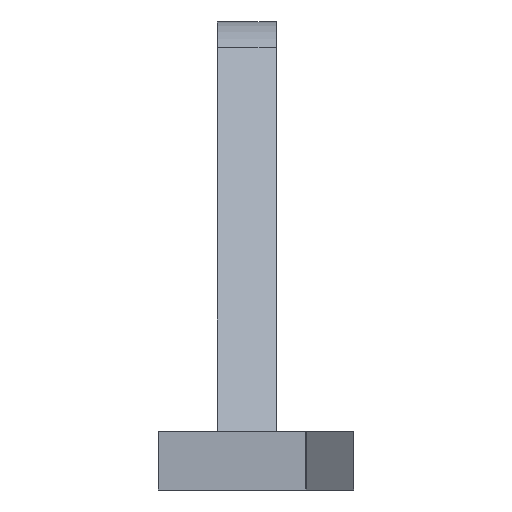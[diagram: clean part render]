
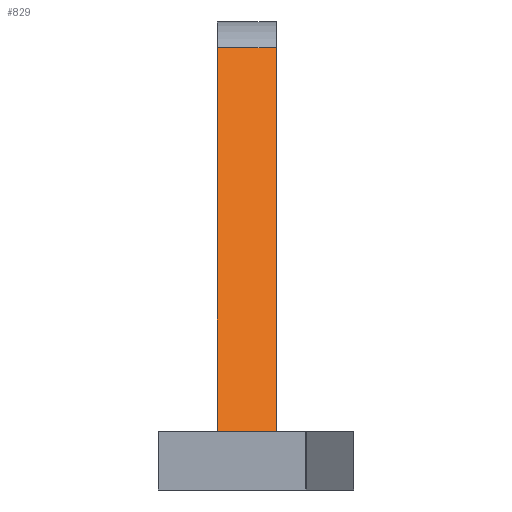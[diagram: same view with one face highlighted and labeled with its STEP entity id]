
A CAD part, left-side view. The second image highlights one B-rep face of the part: STEP entity #829.
In plain terms, the highlighted planar face has unit normal (-0.707, 0, 0.707).
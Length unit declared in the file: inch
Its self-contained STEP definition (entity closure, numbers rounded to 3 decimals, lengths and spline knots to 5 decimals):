
#36=PLANE('',#930);
#78=FACE_OUTER_BOUND('',#121,.T.);
#121=EDGE_LOOP('',(#715,#716,#717,#718));
#141=LINE('',#1224,#215);
#179=LINE('',#1363,#253);
#180=LINE('',#1368,#254);
#199=LINE('',#1422,#273);
#215=VECTOR('',#967,0.3937);
#253=VECTOR('',#1085,0.3937);
#254=VECTOR('',#1092,0.3937);
#273=VECTOR('',#1161,0.3937);
#333=VERTEX_POINT('',#1221);
#334=VERTEX_POINT('',#1223);
#375=VERTEX_POINT('',#1362);
#376=VERTEX_POINT('',#1366);
#409=EDGE_CURVE('',#334,#333,#141,.T.);
#470=EDGE_CURVE('',#334,#375,#179,.T.);
#473=EDGE_CURVE('',#375,#376,#180,.T.);
#499=EDGE_CURVE('',#376,#333,#199,.T.);
#715=ORIENTED_EDGE('',*,*,#473,.F.);
#716=ORIENTED_EDGE('',*,*,#470,.F.);
#717=ORIENTED_EDGE('',*,*,#409,.T.);
#718=ORIENTED_EDGE('',*,*,#499,.F.);
#829=ADVANCED_FACE('',(#78),#36,.T.);
#930=AXIS2_PLACEMENT_3D('',#1421,#1159,#1160);
#967=DIRECTION('',(0.,-1.,0.));
#1085=DIRECTION('',(0.707,0.,0.707));
#1092=DIRECTION('',(0.,-1.,0.));
#1159=DIRECTION('center_axis',(-0.707,0.,0.707));
#1160=DIRECTION('ref_axis',(-0.707,0.,-0.707));
#1161=DIRECTION('',(-0.707,0.,-0.707));
#1221=CARTESIAN_POINT('',(-4.75295,-0.41339,-2.04626));
#1223=CARTESIAN_POINT('',(-4.75295,-0.33465,-2.04626));
#1224=CARTESIAN_POINT('',(-4.75295,-0.33465,-2.04626));
#1362=CARTESIAN_POINT('',(-4.24129,-0.33465,-1.53459));
#1363=CARTESIAN_POINT('',(-4.75295,-0.33465,-2.04626));
#1366=CARTESIAN_POINT('',(-4.24129,-0.41339,-1.53459));
#1368=CARTESIAN_POINT('',(-4.24129,-0.33465,-1.53459));
#1421=CARTESIAN_POINT('Origin',(-4.20669,-0.33465,-1.5));
#1422=CARTESIAN_POINT('',(-4.75295,-0.41339,-2.04626));
